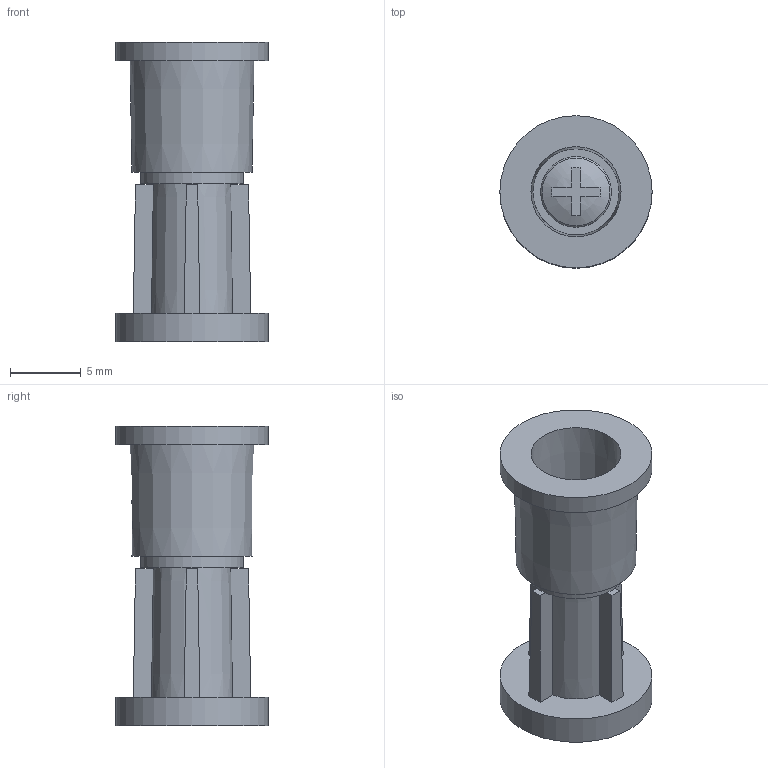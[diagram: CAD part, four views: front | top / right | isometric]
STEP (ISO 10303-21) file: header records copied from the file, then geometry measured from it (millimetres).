
FILE_DESCRIPTION(/* description */ (''),/* implementation_level */ '2;1');
FILE_NAME(/* name */ 'M2.5 screw mechanism.stp',/* time_stamp */ '2019-08-28T09:11:33+08:00',/* author */ (''),/* organization */ (''),/* preprocessor_version */ 'ST-DEVELOPER v15',/* originating_system */ 'SIEMENS PLM Software NX 9.0',/* authorisation */ '');
FILE_SCHEMA (('AP203_CONFIGURATION_CONTROLLED_3D_DESIGN_OF_MECHANICAL_PARTS_AND_ASSEMBLIES_MIM_LF { 1 0 10303 403 2 1 2}'));
Length unit declared in the file: millimetre
Products named in the file (1): user42F05DFAx719
Bounding box: 10.78 x 10.78 x 21.2 mm (x, y, z)
Volume: 784 mm3; surface area: 1328.6 mm2
Topology: 2 solids, 3 shells, 57 faces, 162 edges, 117 vertices
Faces by surface type: plane 42, cone 8, cylinder 4, sphere 1, torus 1, bspline 1
Full cylindrical faces by diameter (mm): 2.5 x1, 5 x1, 10.776 x2
Entity records: 4997 total; most frequent: CARTESIAN_POINT 3676, DIRECTION 260, ORIENTED_EDGE 224, EDGE_CURVE 112, AXIS2_PLACEMENT_3D 102, VERTEX_POINT 82, EDGE_LOOP 80, ADVANCED_FACE 57
